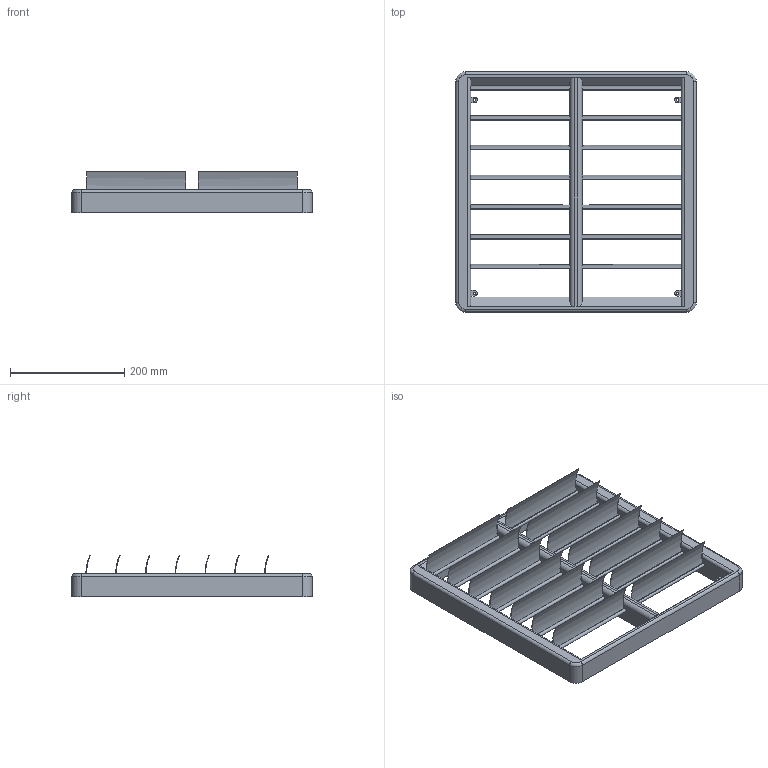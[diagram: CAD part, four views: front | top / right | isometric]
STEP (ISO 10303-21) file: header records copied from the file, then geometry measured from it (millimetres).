
FILE_DESCRIPTION (( 'STEP AP203' ), '1' );
FILE_NAME ('_2000002455_Dummy AS 35 Verschlussklappen__01.step', '2023-12-18T08:40:30', ( '' ), ( '' ), 'SwSTEP 2.0', 'SolidWorks 2021', '' );
FILE_SCHEMA (( 'CONFIG_CONTROL_DESIGN' ));
Length unit declared in the file: millimetre
Products named in the file (1): _2000002455_Dummy AS 35 Verschlussklappen__01
Bounding box: 420 x 420 x 72.4 mm (x, y, z)
Volume: 1986769.2 mm3; surface area: 525622.1 mm2
Topology: 1 solids, 1 shells, 198 faces, 599 edges, 378 vertices
Faces by surface type: cylinder 117, plane 77, torus 4
Entity records: 6938 total; most frequent: DIRECTION 1279, CARTESIAN_POINT 1200, ORIENTED_EDGE 1198, EDGE_CURVE 599, AXIS2_PLACEMENT_3D 489, VERTEX_POINT 378, VECTOR 301, LINE 301
